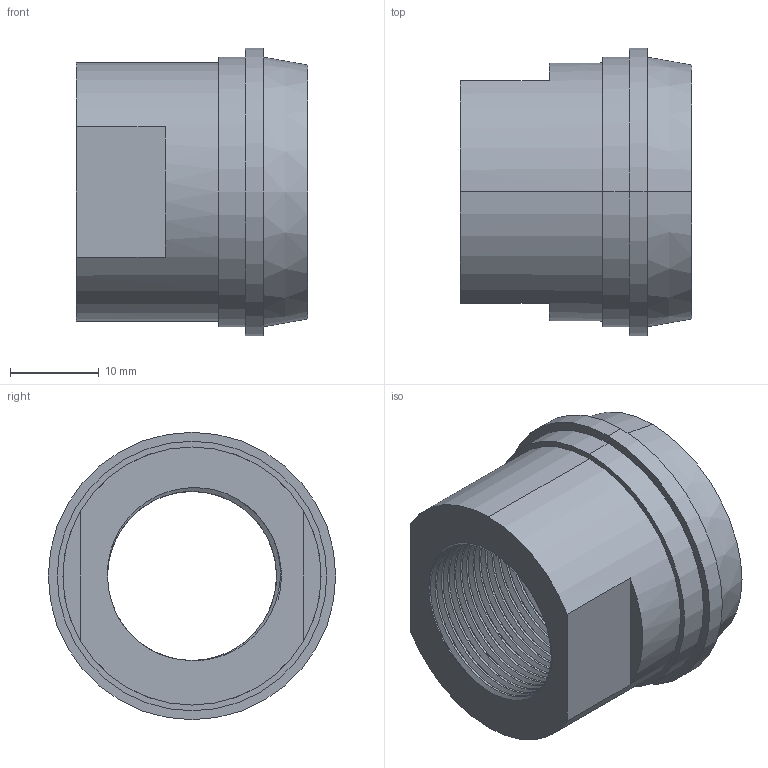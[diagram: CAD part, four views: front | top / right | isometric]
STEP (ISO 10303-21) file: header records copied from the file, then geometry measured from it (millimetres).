
FILE_DESCRIPTION (( 'STEP AP203' ), '1' );
FILE_NAME ('3D_R131-E_1-2_17102340.STEP', '2024-08-15T07:54:54', ( '' ), ( '' ), 'SwSTEP 2.0', 'SolidWorks 2024', '' );
FILE_SCHEMA (( 'CONFIG_CONTROL_DESIGN' ));
Length unit declared in the file: millimetre
Products named in the file (1): 3D_R131-E_1-2_17102340
Bounding box: 26 x 32.3 x 32.3 mm (x, y, z)
Volume: 9749.1 mm3; surface area: 5622.4 mm2
Topology: 1 solids, 1 shells, 57 faces, 154 edges, 102 vertices
Faces by surface type: cylinder 42, plane 10, bspline 3, cone 2
Entity records: 4616 total; most frequent: CARTESIAN_POINT 3308, ORIENTED_EDGE 308, DIRECTION 212, EDGE_CURVE 154, VERTEX_POINT 102, AXIS2_PLACEMENT_3D 78, EDGE_LOOP 62, FACE_OUTER_BOUND 57
